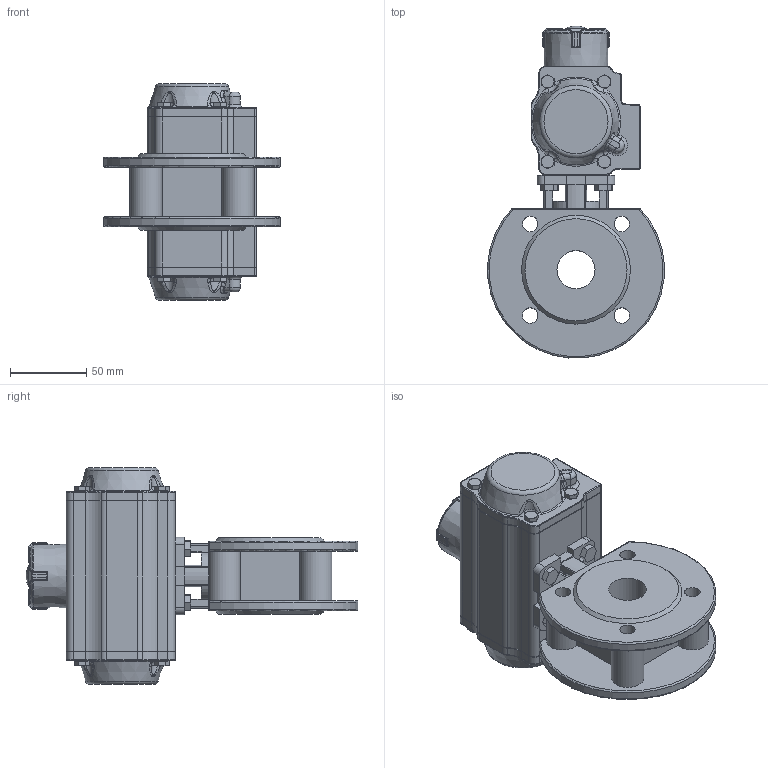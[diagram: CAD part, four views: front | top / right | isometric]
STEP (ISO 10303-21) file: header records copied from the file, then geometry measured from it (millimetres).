
FILE_DESCRIPTION(/* description */ ('Unknown','CAx-IF Rec.Pracs.---Representation and Presentation of Product Manufacturing Information (PMI)---4.0---2014-10-13','CAx-IF Rec.Pracs.---3D Tessellated Geometry---0.4---2014-09-14','2;1'),/* implementation_level */ '2;1');
FILE_NAME(/* name */ 'DW02 0931_0932-06',/* time_stamp */ '2023-09-11T13:16:05+02:00',/* author */ ('Unknown'),/* organization */ ('Unknown'),/* preprocessor_version */ 'ST-DEVELOPER v18.102',/* originating_system */ 'Solid Edge',/* authorisation */ 'Unknown');
FILE_SCHEMA (('AP242_MANAGED_MODEL_BASED_3D_ENGINEERING_MIM_LF { 1 0 10303 442 1 1 4 }'));
Length unit declared in the file: millimetre
Products named in the file (9): DW20-8.440.025; DW20_FR15; KP-50; cup head square neck bolts grade b gb_GB_FASTENER_BOLT_CHSNBSHB M6X25
-N; ________(___________; _____________; ______; 8.440.025; DIN558_M_6x12.1.3
Assembly tree (13 placements, depth 3):
  DW20-8.440.025
    DW20_FR15
      KP-50
      cup head square neck bolts grade b gb_GB_FASTENER_BOLT_CHSNBSHB M6X25
-N
      ________(___________  x2
      _____________  x2
      ______
    8.440.025
    DIN558_M_6x12.1.3  x4
Bounding box: 115.74 x 217.61 x 142.2 mm (x, y, z)
Volume: 855250.6 mm3; surface area: 123316 mm2
Topology: 12 solids, 12 shells, 1128 faces, 2750 edges, 1652 vertices
Faces by surface type: plane 383, cylinder 340, cone 154, bspline 140, torus 101, sphere 10
Full cylindrical faces by diameter (mm): 2.1 x2, 3 x16, 3.3 x8, 4.2 x12, 5 x5, 6 x5, 6.2 x1, 8.8 x2, 10.106 x4, 11.7 x1, 13.9 x1, 14 x1, 14.2 x1, 15.9 x1, 20 x1, 21.8 x1, 23.5 x1, 25 x1, 33 x1, 38.5 x1
Entity records: 35643 total; most frequent: CARTESIAN_POINT 13359, DIRECTION 4383, ORIENTED_EDGE 4328, EDGE_CURVE 2164, AXIS2_PLACEMENT_3D 1716, VERTEX_POINT 1376, FACE_BOUND 1134, EDGE_LOOP 1116
